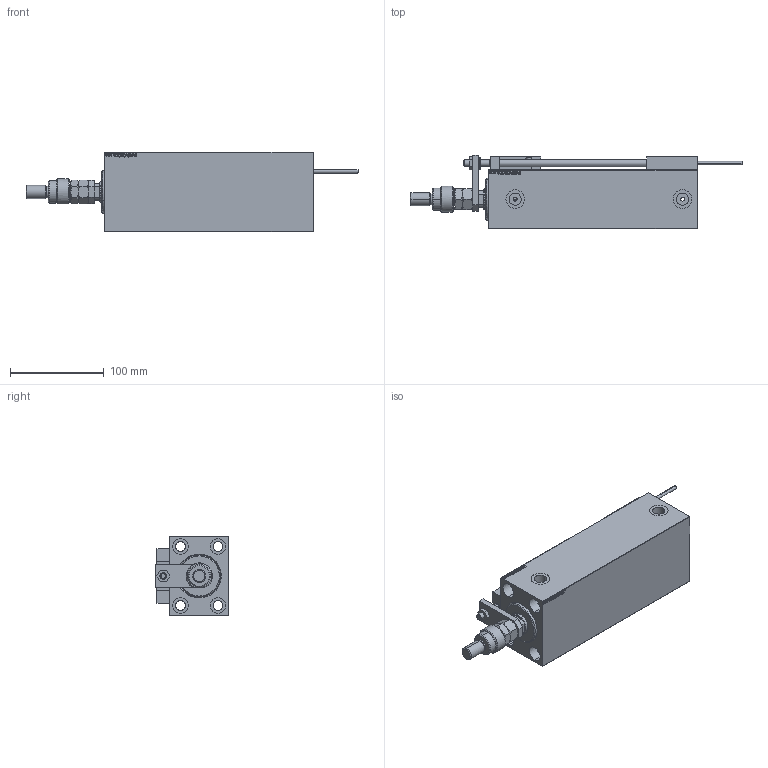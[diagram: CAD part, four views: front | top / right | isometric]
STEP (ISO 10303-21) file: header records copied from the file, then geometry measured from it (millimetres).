
FILE_DESCRIPTION (( 'STEP AP203' ), '1' );
FILE_NAME ('7b52.STEP', '2022-04-17T08:37:03', ( '' ), ( '' ), 'SwSTEP 2.0', 'SolidWorks 2019', '' );
FILE_SCHEMA (( 'CONFIG_CONTROL_DESIGN' ));
Length unit declared in the file: millimetre
Products named in the file (18): TYC_L79 08bcdd18f17dba94515d14adff5707e6; NUT_D12 08bcdd18f17dba94515d14adff5707e6; X_Y_DFA 08bcdd18f17dba94515d14adff5707e6; SWITCH DIM B,W 08bcdd18f17dba94515d14adff5707e6; ALLEN BOLT D8 08bcdd18f17dba94515d14adff5707e6; MFA 08bcdd18f17dba94515d14adff5707e6; KONCOVKA 08bcdd18f17dba94515d14adff5707e6; V450CM_VC_B 08bcdd18f17dba94515d14adff5707e6; MAGNET 08bcdd18f17dba94515d14adff5707e6; V450CM_C_Body 08bcdd18f17dba94515d14adff5707e6; FEMALE_PART_FOR_DFA 08bcdd18f17dba94515d14adff5707e6; 7b52; SWITCH X 08bcdd18f17dba94515d14adff5707e6; V450CM_C_VCP 08bcdd18f17dba94515d14adff5707e6; SWITCH_X_FRONT_BACK 08bcdd18f17dba94515d14adff5707e6; Block 08bcdd18f17dba94515d14adff5707e6; ALLEN BOLT D5 08bcdd18f17dba94515d14adff5707e6; ZARAZKA 08bcdd18f17dba94515d14adff5707e6
Assembly tree (27 placements, depth 3):
  7b52
    V450CM_C_Body 08bcdd18f17dba94515d14adff5707e6
    SWITCH X 08bcdd18f17dba94515d14adff5707e6
      SWITCH_X_FRONT_BACK 08bcdd18f17dba94515d14adff5707e6  x2
      TYC_L79 08bcdd18f17dba94515d14adff5707e6
      Block 08bcdd18f17dba94515d14adff5707e6  x2
      ALLEN BOLT D5 08bcdd18f17dba94515d14adff5707e6  x4
      ALLEN BOLT D8 08bcdd18f17dba94515d14adff5707e6  x4
      MAGNET 08bcdd18f17dba94515d14adff5707e6  x2
      KONCOVKA 08bcdd18f17dba94515d14adff5707e6  x2
    NUT_D12 08bcdd18f17dba94515d14adff5707e6
    SWITCH DIM B,W 08bcdd18f17dba94515d14adff5707e6
    ZARAZKA 08bcdd18f17dba94515d14adff5707e6
    V450CM_C_VCP 08bcdd18f17dba94515d14adff5707e6
    V450CM_VC_B 08bcdd18f17dba94515d14adff5707e6
    X_Y_DFA 08bcdd18f17dba94515d14adff5707e6
      FEMALE_PART_FOR_DFA 08bcdd18f17dba94515d14adff5707e6
      MFA 08bcdd18f17dba94515d14adff5707e6
Bounding box: 355 x 78.5 x 85 mm (x, y, z)
Volume: 1170561.5 mm3; surface area: 168572.1 mm2
Topology: 25 solids, 25 shells, 1381 faces, 3282 edges, 2087 vertices
Faces by surface type: plane 592, bspline 380, cylinder 211, cone 146, torus 48, sphere 4
Entity records: 53504 total; most frequent: CARTESIAN_POINT 26805, ORIENTED_EDGE 5584, DIRECTION 3914, EDGE_CURVE 2792, VERTEX_POINT 1811, VECTOR 1554, LINE 1554, EDGE_LOOP 1301
